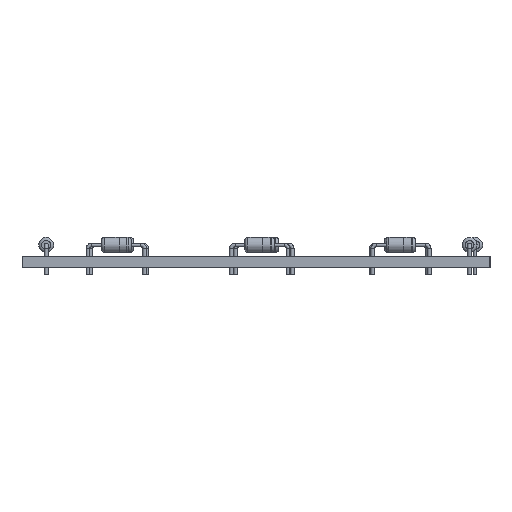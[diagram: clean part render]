
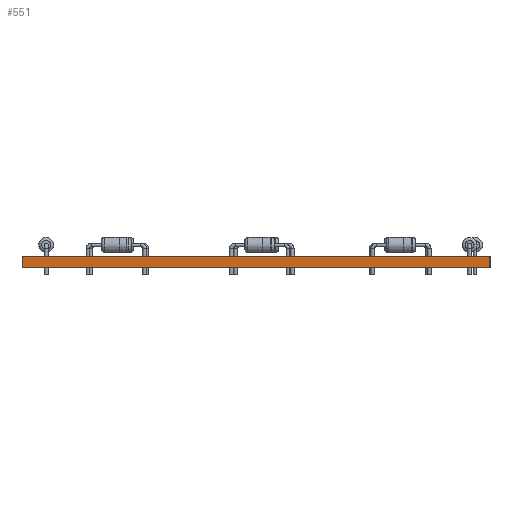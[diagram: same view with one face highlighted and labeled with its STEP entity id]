
A CAD part, left-side view. The second image highlights one B-rep face of the part: STEP entity #551.
In plain terms, the highlighted planar face has unit normal (-1, 0, 0).
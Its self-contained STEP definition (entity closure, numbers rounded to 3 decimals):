
#495 = VERTEX_POINT('',#496);
#496 = CARTESIAN_POINT('',(92.3,-120.,1.51));
#502 = EDGE_CURVE('',#503,#495,#505,.T.);
#503 = VERTEX_POINT('',#504);
#504 = CARTESIAN_POINT('',(92.3,-120.,0.));
#505 = LINE('',#506,#507);
#506 = CARTESIAN_POINT('',(92.3,-120.,0.));
#507 = VECTOR('',#508,1.);
#508 = DIRECTION('',(0.,0.,1.));
#551 = ADVANCED_FACE('',(#552),#577,.T.);
#552 = FACE_BOUND('',#553,.T.);
#553 = EDGE_LOOP('',(#554,#555,#563,#571));
#554 = ORIENTED_EDGE('',*,*,#502,.T.);
#555 = ORIENTED_EDGE('',*,*,#556,.T.);
#556 = EDGE_CURVE('',#495,#557,#559,.T.);
#557 = VERTEX_POINT('',#558);
#558 = CARTESIAN_POINT('',(92.3,-57.,1.51));
#559 = LINE('',#560,#561);
#560 = CARTESIAN_POINT('',(92.3,-120.,1.51));
#561 = VECTOR('',#562,1.);
#562 = DIRECTION('',(0.,1.,0.));
#563 = ORIENTED_EDGE('',*,*,#564,.F.);
#564 = EDGE_CURVE('',#565,#557,#567,.T.);
#565 = VERTEX_POINT('',#566);
#566 = CARTESIAN_POINT('',(92.3,-57.,0.));
#567 = LINE('',#568,#569);
#568 = CARTESIAN_POINT('',(92.3,-57.,0.));
#569 = VECTOR('',#570,1.);
#570 = DIRECTION('',(0.,0.,1.));
#571 = ORIENTED_EDGE('',*,*,#572,.F.);
#572 = EDGE_CURVE('',#503,#565,#573,.T.);
#573 = LINE('',#574,#575);
#574 = CARTESIAN_POINT('',(92.3,-120.,0.));
#575 = VECTOR('',#576,1.);
#576 = DIRECTION('',(0.,1.,0.));
#577 = PLANE('',#578);
#578 = AXIS2_PLACEMENT_3D('',#579,#580,#581);
#579 = CARTESIAN_POINT('',(92.3,-120.,0.));
#580 = DIRECTION('',(-1.,0.,0.));
#581 = DIRECTION('',(0.,1.,0.));
